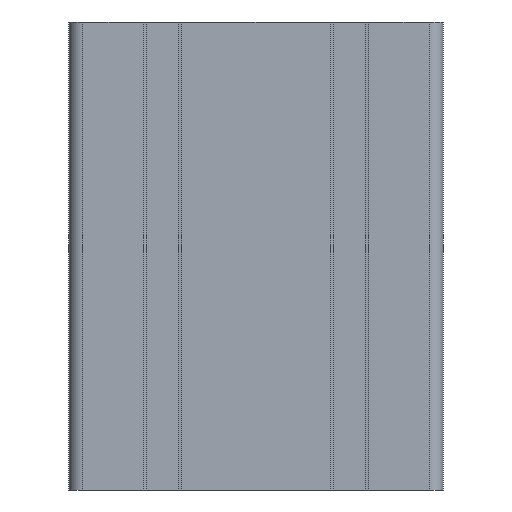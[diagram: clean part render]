
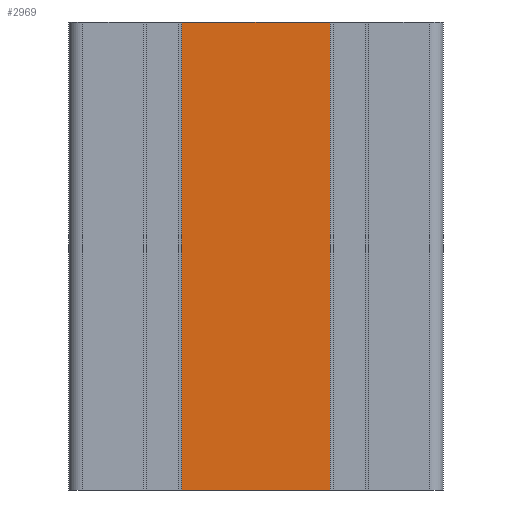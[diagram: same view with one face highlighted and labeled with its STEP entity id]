
A CAD part, left-side view. The second image highlights one B-rep face of the part: STEP entity #2969.
In plain terms, the highlighted planar face has unit normal (-1, 0, 0).
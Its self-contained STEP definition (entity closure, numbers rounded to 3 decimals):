
#1421=CARTESIAN_POINT('',(-40.,-15.9,0.0));
#1422=VERTEX_POINT('',#1421);
#1429=CARTESIAN_POINT('',(-40.,15.9,0.0));
#1430=VERTEX_POINT('',#1429);
#1431=CARTESIAN_POINT('',(-40.,-15.9,0.0));
#1432=DIRECTION('',(0.0,1.0,0.0));
#1433=VECTOR('',#1432,31.8);
#1434=LINE('',#1431,#1433);
#1435=EDGE_CURVE('',#1422,#1430,#1434,.T.);
#2556=CARTESIAN_POINT('',(-40.,15.9,100.0));
#2557=VERTEX_POINT('',#2556);
#2571=CARTESIAN_POINT('',(-40.,15.9,100.0));
#2572=DIRECTION('',(0.0,0.0,-1.0));
#2573=VECTOR('',#2572,100.0);
#2574=LINE('',#2571,#2573);
#2575=EDGE_CURVE('',#2557,#1430,#2574,.T.);
#2946=CARTESIAN_POINT('',(-40.,24.1,0.0));
#2947=DIRECTION('',(-1.0,0.0,0.0));
#2948=DIRECTION('',(0.0,0.0,1.0));
#2949=AXIS2_PLACEMENT_3D('',#2946,#2947,#2948);
#2950=PLANE('',#2949);
#2951=ORIENTED_EDGE('',*,*,#2575,.T.);
#2952=ORIENTED_EDGE('',*,*,#1435,.F.);
#2953=CARTESIAN_POINT('',(-40.,-15.9,100.0));
#2954=VERTEX_POINT('',#2953);
#2955=CARTESIAN_POINT('',(-40.,-15.9,0.0));
#2956=DIRECTION('',(0.0,0.0,1.0));
#2957=VECTOR('',#2956,100.0);
#2958=LINE('',#2955,#2957);
#2959=EDGE_CURVE('',#1422,#2954,#2958,.T.);
#2960=ORIENTED_EDGE('',*,*,#2959,.T.);
#2961=CARTESIAN_POINT('',(-40.,-15.9,100.0));
#2962=DIRECTION('',(0.0,1.0,0.0));
#2963=VECTOR('',#2962,31.8);
#2964=LINE('',#2961,#2963);
#2965=EDGE_CURVE('',#2954,#2557,#2964,.T.);
#2966=ORIENTED_EDGE('',*,*,#2965,.T.);
#2967=EDGE_LOOP('',(#2951,#2952,#2960,#2966));
#2968=FACE_OUTER_BOUND('',#2967,.T.);
#2969=ADVANCED_FACE('',(#2968),#2950,.T.);
